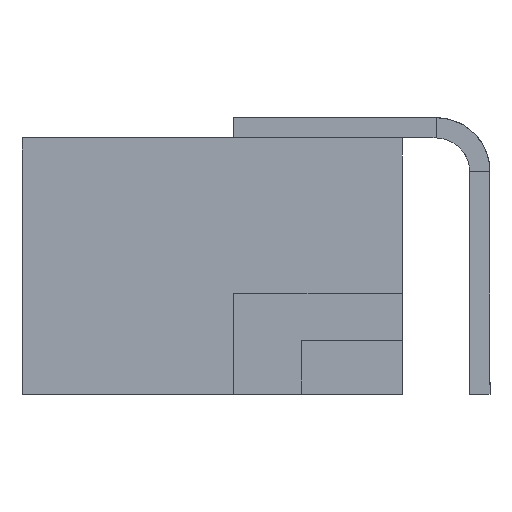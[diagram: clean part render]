
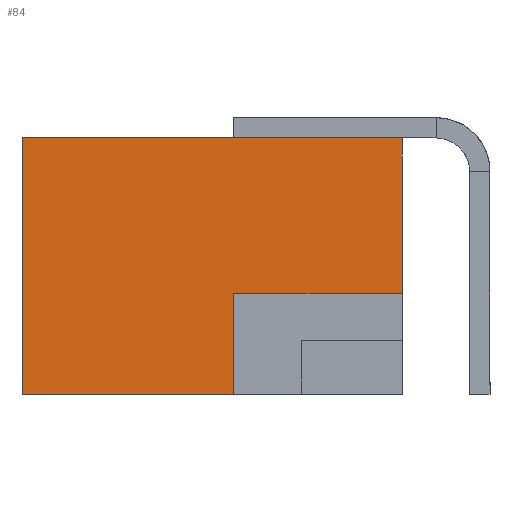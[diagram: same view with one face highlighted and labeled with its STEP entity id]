
A CAD part, left-side view. The second image highlights one B-rep face of the part: STEP entity #84.
In plain terms, the highlighted planar face has unit normal (-1, 0, 0).
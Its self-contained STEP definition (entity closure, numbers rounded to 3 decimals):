
#84=ADVANCED_FACE('',(#3163),#3165,.F.);
#3163=FACE_BOUND('',#3164,.T.);
#3164=EDGE_LOOP('',(#7820,#7821,#7822,#7823,#7824,#7825));
#3165=PLANE('',#3166);
#3166=AXIS2_PLACEMENT_3D('',#3167,#3168,#3169);
#3167=CARTESIAN_POINT('',(-5.4,2.82,1.9));
#3168=DIRECTION('',(1.,-0.,0.));
#3169=DIRECTION('',(0.,0.,-1.));
#7820=ORIENTED_EDGE('',*,*,#9671,.F.);
#7821=ORIENTED_EDGE('',*,*,#9662,.F.);
#7822=ORIENTED_EDGE('',*,*,#9672,.F.);
#7823=ORIENTED_EDGE('',*,*,#9673,.T.);
#7824=ORIENTED_EDGE('',*,*,#9674,.F.);
#7825=ORIENTED_EDGE('',*,*,#9675,.F.);
#9662=EDGE_CURVE('',#10607,#10609,#10610,.T.);
#9671=EDGE_CURVE('',#10609,#10625,#10626,.T.);
#9672=EDGE_CURVE('',#10627,#10607,#10628,.T.);
#9673=EDGE_CURVE('',#10627,#10629,#10630,.T.);
#9674=EDGE_CURVE('',#10631,#10629,#10632,.T.);
#9675=EDGE_CURVE('',#10625,#10631,#10633,.T.);
#10607=VERTEX_POINT('',#12183);
#10609=VERTEX_POINT('',#12187);
#10610=LINE('',#12188,#12189);
#10625=VERTEX_POINT('',#12221);
#10626=LINE('',#12222,#12223);
#10627=VERTEX_POINT('',#12225);
#10628=LINE('',#12226,#12227);
#10629=VERTEX_POINT('',#12229);
#10630=LINE('',#12230,#12231);
#10631=VERTEX_POINT('',#12233);
#10632=LINE('',#12234,#12235);
#10633=LINE('',#12237,#12238);
#12183=CARTESIAN_POINT('',(-5.4,2.82,1.9));
#12187=CARTESIAN_POINT('',(-5.4,-2.82,1.9));
#12188=CARTESIAN_POINT('',(-5.4,2.82,1.9));
#12189=VECTOR('',#12190,1.);
#12190=DIRECTION('',(0.,-1.,0.));
#12221=CARTESIAN_POINT('',(-5.4,-2.82,-0.4));
#12222=CARTESIAN_POINT('',(-5.4,-2.82,1.9));
#12223=VECTOR('',#12224,1.);
#12224=DIRECTION('',(0.,0.,-1.));
#12225=CARTESIAN_POINT('',(-5.4,2.82,-1.9));
#12226=CARTESIAN_POINT('',(-5.4,2.82,-1.9));
#12227=VECTOR('',#12228,1.);
#12228=DIRECTION('',(0.,0.,1.));
#12229=CARTESIAN_POINT('',(-5.4,-0.32,-1.9));
#12230=CARTESIAN_POINT('',(-5.4,2.82,-1.9));
#12231=VECTOR('',#12232,1.);
#12232=DIRECTION('',(0.,-1.,0.));
#12233=CARTESIAN_POINT('',(-5.4,-0.32,-0.4));
#12234=CARTESIAN_POINT('',(-5.4,-0.32,-0.4));
#12235=VECTOR('',#12236,1.);
#12236=DIRECTION('',(0.,0.,-1.));
#12237=CARTESIAN_POINT('',(-5.4,-2.82,-0.4));
#12238=VECTOR('',#12239,1.);
#12239=DIRECTION('',(0.,1.,0.));
